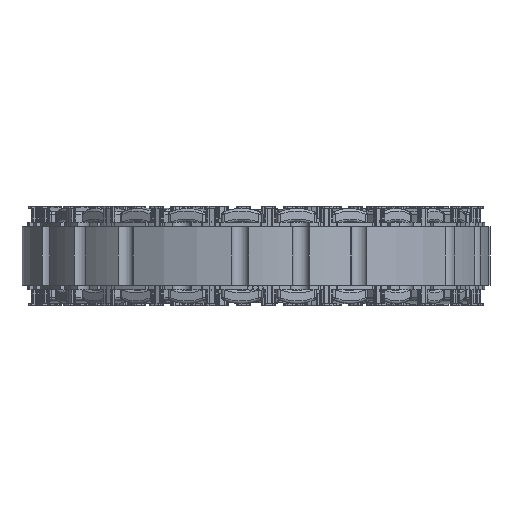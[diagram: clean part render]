
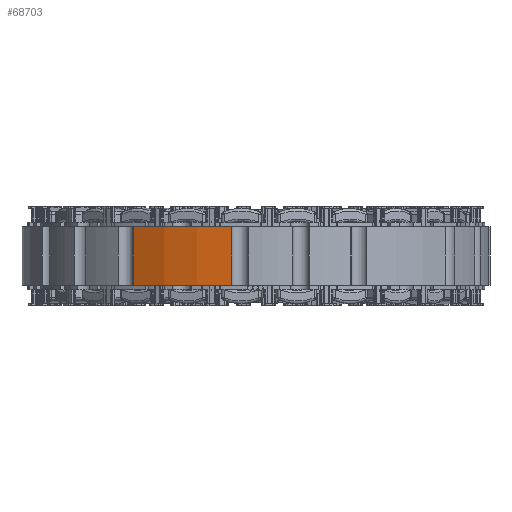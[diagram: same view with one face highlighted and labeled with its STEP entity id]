
A CAD part, front view. The second image highlights one B-rep face of the part: STEP entity #68703.
In plain terms, the highlighted cylindrical face has radius 68.5 mm (diameter 137 mm), a partial arc.
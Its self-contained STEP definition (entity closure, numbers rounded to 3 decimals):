
#1202=CYLINDRICAL_SURFACE('',#74210,68.5);
#7109=FACE_OUTER_BOUND('',#10599,.T.);
#10599=EDGE_LOOP('',(#53901,#53902,#53903,#53904));
#15216=LINE('',#108325,#21105);
#15235=LINE('',#108432,#21124);
#21105=VECTOR('',#87419,1000.);
#21124=VECTOR('',#87540,1000.);
#26332=CIRCLE('',#74211,68.5);
#26333=CIRCLE('',#74212,68.5);
#31579=VERTEX_POINT('',#108322);
#31580=VERTEX_POINT('',#108324);
#31616=VERTEX_POINT('',#108429);
#31617=VERTEX_POINT('',#108431);
#39651=EDGE_CURVE('',#31579,#31580,#15216,.T.);
#39704=EDGE_CURVE('',#31617,#31616,#15235,.T.);
#39706=EDGE_CURVE('',#31580,#31616,#26332,.T.);
#39707=EDGE_CURVE('',#31617,#31579,#26333,.T.);
#53901=ORIENTED_EDGE('',*,*,#39706,.F.);
#53902=ORIENTED_EDGE('',*,*,#39651,.F.);
#53903=ORIENTED_EDGE('',*,*,#39707,.F.);
#53904=ORIENTED_EDGE('',*,*,#39704,.T.);
#68703=ADVANCED_FACE('',(#7109),#1202,.T.);
#74210=AXIS2_PLACEMENT_3D('',#108434,#87543,#87544);
#74211=AXIS2_PLACEMENT_3D('',#108435,#87545,#87546);
#74212=AXIS2_PLACEMENT_3D('',#108436,#87547,#87548);
#87419=DIRECTION('',(0.,0.,1.));
#87540=DIRECTION('',(0.,0.,1.));
#87543=DIRECTION('center_axis',(0.,0.,1.));
#87544=DIRECTION('ref_axis',(1.,0.,0.));
#87545=DIRECTION('center_axis',(0.,0.,1.));
#87546=DIRECTION('ref_axis',(1.,0.,0.));
#87547=DIRECTION('center_axis',(0.,0.,-1.));
#87548=DIRECTION('ref_axis',(-1.,0.,0.));
#108322=CARTESIAN_POINT('',(-15.341,-66.756,-20.5));
#108324=CARTESIAN_POINT('',(-15.341,-66.756,-3.5));
#108325=CARTESIAN_POINT('',(-15.341,-66.756,-45.));
#108429=CARTESIAN_POINT('',(15.265,-66.756,-3.5));
#108431=CARTESIAN_POINT('',(15.265,-66.756,-20.5));
#108432=CARTESIAN_POINT('',(15.265,-66.756,-45.));
#108434=CARTESIAN_POINT('Origin',(-0.038,0.012,
-45.));
#108435=CARTESIAN_POINT('Origin',(-0.038,0.012,
-3.5));
#108436=CARTESIAN_POINT('Origin',(-0.038,0.012,
-20.5));
